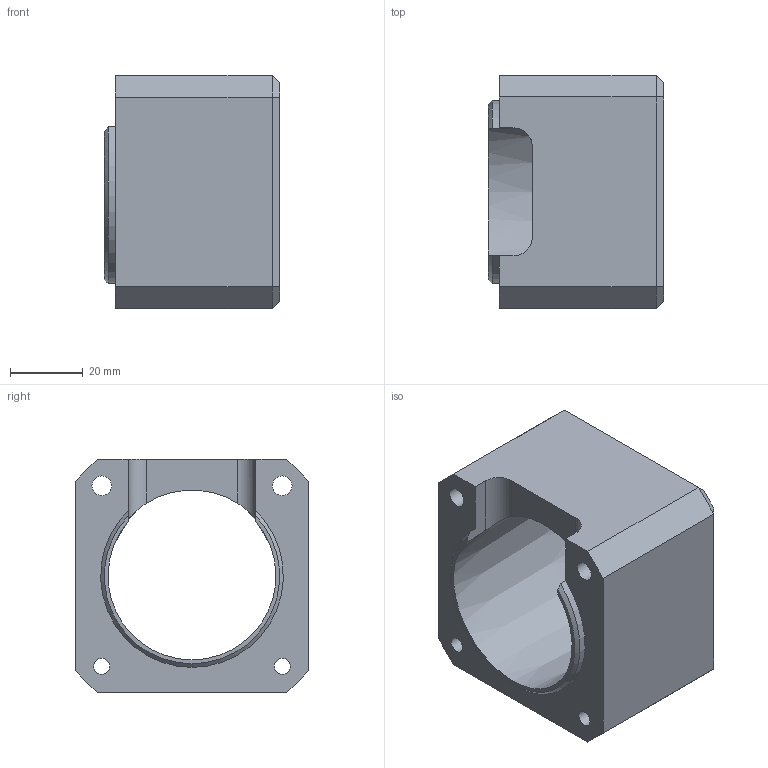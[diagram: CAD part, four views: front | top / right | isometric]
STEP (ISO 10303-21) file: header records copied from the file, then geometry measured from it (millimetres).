
FILE_DESCRIPTION(('FreeCAD Model'),'2;1');
FILE_NAME('Open CASCADE Shape Model','2025-04-29T08:11:29',('Author'),( ''),'Open CASCADE STEP processor 7.8','FreeCAD','Unknown');
FILE_SCHEMA(('AUTOMOTIVE_DESIGN { 1 0 10303 214 1 1 1 1 }'));
Length unit declared in the file: millimetre
Products named in the file (1): Chamfer001
Bounding box: 48 x 64 x 64 mm (x, y, z)
Volume: 91842.7 mm3; surface area: 24629.6 mm2
Topology: 1 solids, 1 shells, 33 faces, 87 edges, 55 vertices
Faces by surface type: plane 22, cylinder 8, cone 3
Full cylindrical faces by diameter (mm): 4.4 x2, 5.4 x2
Entity records: 1113 total; most frequent: CARTESIAN_POINT 238, DIRECTION 177, ORIENTED_EDGE 174, EDGE_CURVE 87, LINE 61, VECTOR 61, AXIS2_PLACEMENT_3D 58, VERTEX_POINT 55
